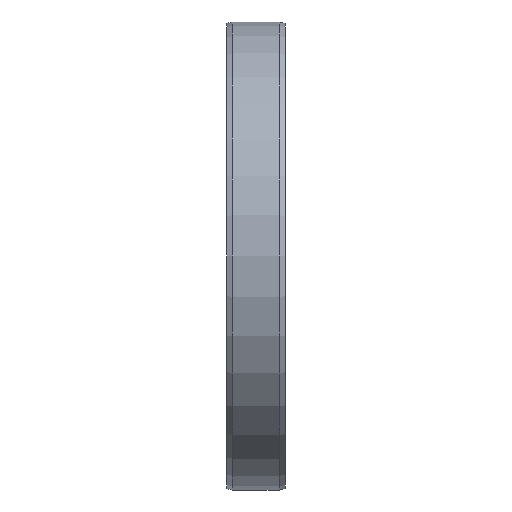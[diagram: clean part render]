
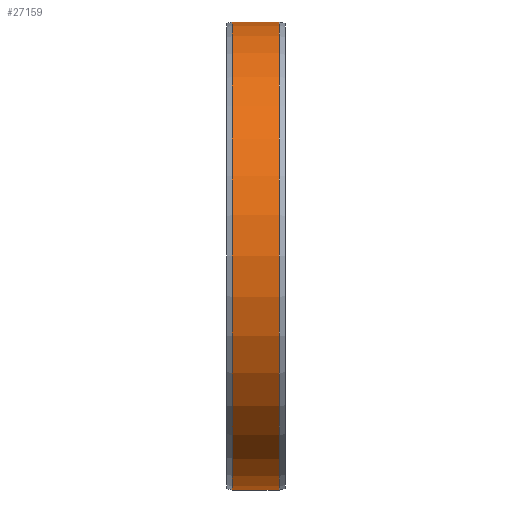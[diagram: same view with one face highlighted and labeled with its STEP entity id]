
A CAD part, left-side view. The second image highlights one B-rep face of the part: STEP entity #27159.
In plain terms, the highlighted cylindrical face has radius 40 mm (diameter 80 mm), a partial arc.
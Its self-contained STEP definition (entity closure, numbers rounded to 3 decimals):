
#26287=CARTESIAN_POINT('',(0.,4.,0.));
#26288=DIRECTION('',(0.,1.,0.));
#26289=DIRECTION('',(0.,0.,-1.));
#26290=AXIS2_PLACEMENT_3D('',#26287,#26288,#26289);
#26317=DIRECTION('',(0.,1.,0.));
#26318=VECTOR('',#26317,8.);
#26319=CARTESIAN_POINT('',(0.,-4.,-40.));
#26320=LINE('',#26319,#26318);
#26332=DIRECTION('',(0.,1.,0.));
#26333=VECTOR('',#26332,8.);
#26334=CARTESIAN_POINT('',(0.,-4.,40.));
#26335=LINE('',#26334,#26333);
#26339=CARTESIAN_POINT('',(0.,-4.,0.));
#26340=DIRECTION('',(0.,1.,0.));
#26341=DIRECTION('',(0.,0.,-1.));
#26342=AXIS2_PLACEMENT_3D('',#26339,#26340,#26341);
#26761=CARTESIAN_POINT('',(0.,-4.,-40.));
#26763=VERTEX_POINT('',#26761);
#26764=CARTESIAN_POINT('',(0.,4.,-40.));
#26765=VERTEX_POINT('',#26764);
#26779=CARTESIAN_POINT('',(0.,-4.,40.));
#26781=VERTEX_POINT('',#26779);
#26782=CARTESIAN_POINT('',(0.,4.,40.));
#26783=VERTEX_POINT('',#26782);
#27148=CARTESIAN_POINT('',(0.,-5.5,0.));
#27149=DIRECTION('',(0.,1.,0.));
#27150=DIRECTION('',(0.,0.,-1.));
#27151=AXIS2_PLACEMENT_3D('',#27148,#27149,#27150);
#27152=CYLINDRICAL_SURFACE('',#27151,40.);
#27153=ORIENTED_EDGE('',*,*,#27139,.T.);
#27154=ORIENTED_EDGE('',*,*,#27116,.T.);
#27155=ORIENTED_EDGE('',*,*,#27142,.F.);
#27156=ORIENTED_EDGE('',*,*,#26834,.F.);
#27157=EDGE_LOOP('',(#27153,#27154,#27155,#27156));
#27158=FACE_OUTER_BOUND('',#27157,.F.);
#26291=CIRCLE('',#26290,40.);
#26343=CIRCLE('',#26342,40.);
#26834=EDGE_CURVE('',#26763,#26781,#26343,.T.);
#27116=EDGE_CURVE('',#26765,#26783,#26291,.T.);
#27139=EDGE_CURVE('',#26763,#26765,#26320,.T.);
#27142=EDGE_CURVE('',#26781,#26783,#26335,.T.);
#27159=ADVANCED_FACE('',(#27158),#27152,.T.);
